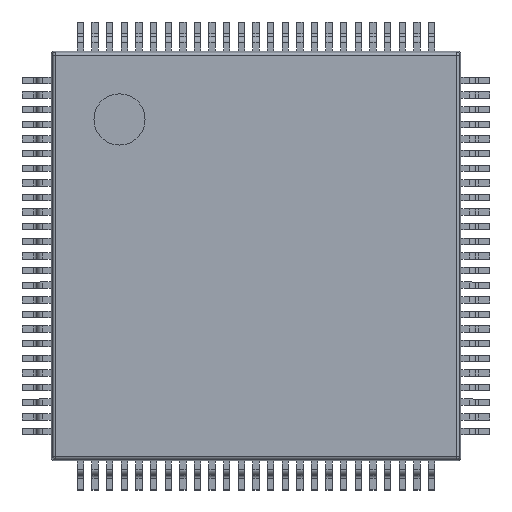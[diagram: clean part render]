
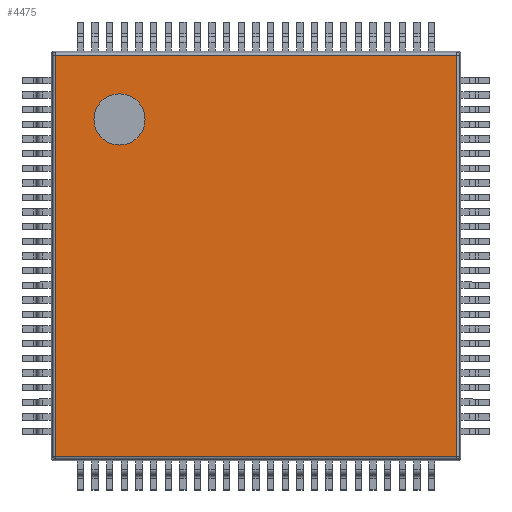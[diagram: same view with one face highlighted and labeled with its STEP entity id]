
A CAD part, top view. The second image highlights one B-rep face of the part: STEP entity #4475.
In plain terms, the highlighted planar face has unit normal (0, 0, 1).
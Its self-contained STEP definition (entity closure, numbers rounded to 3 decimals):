
#3379 = CYLINDRICAL_SURFACE('',#3380,0.1);
#3380 = AXIS2_PLACEMENT_3D('',#3381,#3382,#3383);
#3381 = CARTESIAN_POINT('',(0.143,0.053,1.1));
#3382 = DIRECTION('',(0.,1.,-0.));
#3383 = DIRECTION('',(-0.995,0.,0.105));
#4028 = VERTEX_POINT('',#4029);
#4029 = CARTESIAN_POINT('',(0.143,0.143,1.2));
#4049 = EDGE_CURVE('',#4028,#4050,#4052,.T.);
#4050 = VERTEX_POINT('',#4051);
#4051 = CARTESIAN_POINT('',(0.143,13.857,1.2));
#4052 = SURFACE_CURVE('',#4053,(#4057,#4064),.PCURVE_S1.);
#4053 = LINE('',#4054,#4055);
#4054 = CARTESIAN_POINT('',(0.143,0.053,1.2));
#4055 = VECTOR('',#4056,1.);
#4056 = DIRECTION('',(0.,1.,-0.));
#4057 = PCURVE('',#3379,#4058);
#4058 = DEFINITIONAL_REPRESENTATION('',(#4059),#4063);
#4059 = LINE('',#4060,#4061);
#4060 = CARTESIAN_POINT('',(1.466,0.));
#4061 = VECTOR('',#4062,1.);
#4062 = DIRECTION('',(0.,1.));
#4063 = ( GEOMETRIC_REPRESENTATION_CONTEXT(2) 
PARAMETRIC_REPRESENTATION_CONTEXT() REPRESENTATION_CONTEXT('2D SPACE',''
  ) );
#4064 = PCURVE('',#4065,#4070);
#4065 = PLANE('',#4066);
#4066 = AXIS2_PLACEMENT_3D('',#4067,#4068,#4069);
#4067 = CARTESIAN_POINT('',(0.,0.,1.2));
#4068 = DIRECTION('',(0.,0.,1.));
#4069 = DIRECTION('',(1.,0.,-0.));
#4070 = DEFINITIONAL_REPRESENTATION('',(#4071),#4075);
#4071 = LINE('',#4072,#4073);
#4072 = CARTESIAN_POINT('',(0.143,0.053));
#4073 = VECTOR('',#4074,1.);
#4074 = DIRECTION('',(0.,1.));
#4075 = ( GEOMETRIC_REPRESENTATION_CONTEXT(2) 
PARAMETRIC_REPRESENTATION_CONTEXT() REPRESENTATION_CONTEXT('2D SPACE',''
  ) );
#4245 = CYLINDRICAL_SURFACE('',#4246,0.1);
#4246 = AXIS2_PLACEMENT_3D('',#4247,#4248,#4249);
#4247 = CARTESIAN_POINT('',(0.053,13.857,1.1));
#4248 = DIRECTION('',(1.,0.,0.));
#4249 = DIRECTION('',(-0.,0.995,0.105));
#4418 = CYLINDRICAL_SURFACE('',#4419,0.1);
#4419 = AXIS2_PLACEMENT_3D('',#4420,#4421,#4422);
#4420 = CARTESIAN_POINT('',(0.053,0.143,1.1));
#4421 = DIRECTION('',(1.,-0.,0.));
#4422 = DIRECTION('',(-0.,-0.995,0.105));
#4475 = ADVANCED_FACE('',(#4476,#4551),#4065,.T.);
#4476 = FACE_BOUND('',#4477,.T.);
#4477 = EDGE_LOOP('',(#4478,#4479,#4502,#4530));
#4478 = ORIENTED_EDGE('',*,*,#4049,.F.);
#4479 = ORIENTED_EDGE('',*,*,#4480,.T.);
#4480 = EDGE_CURVE('',#4028,#4481,#4483,.T.);
#4481 = VERTEX_POINT('',#4482);
#4482 = CARTESIAN_POINT('',(13.857,0.143,1.2));
#4483 = SURFACE_CURVE('',#4484,(#4488,#4495),.PCURVE_S1.);
#4484 = LINE('',#4485,#4486);
#4485 = CARTESIAN_POINT('',(0.053,0.143,1.2));
#4486 = VECTOR('',#4487,1.);
#4487 = DIRECTION('',(1.,-0.,0.));
#4488 = PCURVE('',#4065,#4489);
#4489 = DEFINITIONAL_REPRESENTATION('',(#4490),#4494);
#4490 = LINE('',#4491,#4492);
#4491 = CARTESIAN_POINT('',(0.053,0.143));
#4492 = VECTOR('',#4493,1.);
#4493 = DIRECTION('',(1.,0.));
#4494 = ( GEOMETRIC_REPRESENTATION_CONTEXT(2) 
PARAMETRIC_REPRESENTATION_CONTEXT() REPRESENTATION_CONTEXT('2D SPACE',''
  ) );
#4495 = PCURVE('',#4418,#4496);
#4496 = DEFINITIONAL_REPRESENTATION('',(#4497),#4501);
#4497 = LINE('',#4498,#4499);
#4498 = CARTESIAN_POINT('',(-1.466,0.));
#4499 = VECTOR('',#4500,1.);
#4500 = DIRECTION('',(-0.,1.));
#4501 = ( GEOMETRIC_REPRESENTATION_CONTEXT(2) 
PARAMETRIC_REPRESENTATION_CONTEXT() REPRESENTATION_CONTEXT('2D SPACE',''
  ) );
#4502 = ORIENTED_EDGE('',*,*,#4503,.T.);
#4503 = EDGE_CURVE('',#4481,#4504,#4506,.T.);
#4504 = VERTEX_POINT('',#4505);
#4505 = CARTESIAN_POINT('',(13.857,13.857,1.2));
#4506 = SURFACE_CURVE('',#4507,(#4511,#4518),.PCURVE_S1.);
#4507 = LINE('',#4508,#4509);
#4508 = CARTESIAN_POINT('',(13.857,0.053,1.2));
#4509 = VECTOR('',#4510,1.);
#4510 = DIRECTION('',(0.,1.,-0.));
#4511 = PCURVE('',#4065,#4512);
#4512 = DEFINITIONAL_REPRESENTATION('',(#4513),#4517);
#4513 = LINE('',#4514,#4515);
#4514 = CARTESIAN_POINT('',(13.857,0.053));
#4515 = VECTOR('',#4516,1.);
#4516 = DIRECTION('',(0.,1.));
#4517 = ( GEOMETRIC_REPRESENTATION_CONTEXT(2) 
PARAMETRIC_REPRESENTATION_CONTEXT() REPRESENTATION_CONTEXT('2D SPACE',''
  ) );
#4518 = PCURVE('',#4519,#4524);
#4519 = CYLINDRICAL_SURFACE('',#4520,0.1);
#4520 = AXIS2_PLACEMENT_3D('',#4521,#4522,#4523);
#4521 = CARTESIAN_POINT('',(13.857,0.053,1.1));
#4522 = DIRECTION('',(0.,1.,-0.));
#4523 = DIRECTION('',(0.,0.,1.));
#4524 = DEFINITIONAL_REPRESENTATION('',(#4525),#4529);
#4525 = LINE('',#4526,#4527);
#4526 = CARTESIAN_POINT('',(0.,0.));
#4527 = VECTOR('',#4528,1.);
#4528 = DIRECTION('',(0.,1.));
#4529 = ( GEOMETRIC_REPRESENTATION_CONTEXT(2) 
PARAMETRIC_REPRESENTATION_CONTEXT() REPRESENTATION_CONTEXT('2D SPACE',''
  ) );
#4530 = ORIENTED_EDGE('',*,*,#4531,.F.);
#4531 = EDGE_CURVE('',#4050,#4504,#4532,.T.);
#4532 = SURFACE_CURVE('',#4533,(#4537,#4544),.PCURVE_S1.);
#4533 = LINE('',#4534,#4535);
#4534 = CARTESIAN_POINT('',(0.053,13.857,1.2));
#4535 = VECTOR('',#4536,1.);
#4536 = DIRECTION('',(1.,0.,0.));
#4537 = PCURVE('',#4065,#4538);
#4538 = DEFINITIONAL_REPRESENTATION('',(#4539),#4543);
#4539 = LINE('',#4540,#4541);
#4540 = CARTESIAN_POINT('',(0.053,13.857));
#4541 = VECTOR('',#4542,1.);
#4542 = DIRECTION('',(1.,0.));
#4543 = ( GEOMETRIC_REPRESENTATION_CONTEXT(2) 
PARAMETRIC_REPRESENTATION_CONTEXT() REPRESENTATION_CONTEXT('2D SPACE',''
  ) );
#4544 = PCURVE('',#4245,#4545);
#4545 = DEFINITIONAL_REPRESENTATION('',(#4546),#4550);
#4546 = LINE('',#4547,#4548);
#4547 = CARTESIAN_POINT('',(1.466,0.));
#4548 = VECTOR('',#4549,1.);
#4549 = DIRECTION('',(0.,1.));
#4550 = ( GEOMETRIC_REPRESENTATION_CONTEXT(2) 
PARAMETRIC_REPRESENTATION_CONTEXT() REPRESENTATION_CONTEXT('2D SPACE',''
  ) );
#4551 = FACE_BOUND('',#4552,.T.);
#4552 = EDGE_LOOP('',(#4553));
#4553 = ORIENTED_EDGE('',*,*,#4554,.F.);
#4554 = EDGE_CURVE('',#4555,#4555,#4557,.T.);
#4555 = VERTEX_POINT('',#4556);
#4556 = CARTESIAN_POINT('',(3.208,11.667,1.2));
#4557 = SURFACE_CURVE('',#4558,(#4563,#4570),.PCURVE_S1.);
#4558 = CIRCLE('',#4559,0.875);
#4559 = AXIS2_PLACEMENT_3D('',#4560,#4561,#4562);
#4560 = CARTESIAN_POINT('',(2.333,11.667,1.2));
#4561 = DIRECTION('',(0.,0.,1.));
#4562 = DIRECTION('',(1.,0.,-0.));
#4563 = PCURVE('',#4065,#4564);
#4564 = DEFINITIONAL_REPRESENTATION('',(#4565),#4569);
#4565 = CIRCLE('',#4566,0.875);
#4566 = AXIS2_PLACEMENT_2D('',#4567,#4568);
#4567 = CARTESIAN_POINT('',(2.333,11.667));
#4568 = DIRECTION('',(1.,0.));
#4569 = ( GEOMETRIC_REPRESENTATION_CONTEXT(2) 
PARAMETRIC_REPRESENTATION_CONTEXT() REPRESENTATION_CONTEXT('2D SPACE',''
  ) );
#4570 = PCURVE('',#4571,#4576);
#4571 = CYLINDRICAL_SURFACE('',#4572,0.875);
#4572 = AXIS2_PLACEMENT_3D('',#4573,#4574,#4575);
#4573 = CARTESIAN_POINT('',(2.333,11.667,1.1));
#4574 = DIRECTION('',(0.,0.,1.));
#4575 = DIRECTION('',(1.,0.,-0.));
#4576 = DEFINITIONAL_REPRESENTATION('',(#4577),#4581);
#4577 = LINE('',#4578,#4579);
#4578 = CARTESIAN_POINT('',(0.,0.1));
#4579 = VECTOR('',#4580,1.);
#4580 = DIRECTION('',(1.,0.));
#4581 = ( GEOMETRIC_REPRESENTATION_CONTEXT(2) 
PARAMETRIC_REPRESENTATION_CONTEXT() REPRESENTATION_CONTEXT('2D SPACE',''
  ) );
